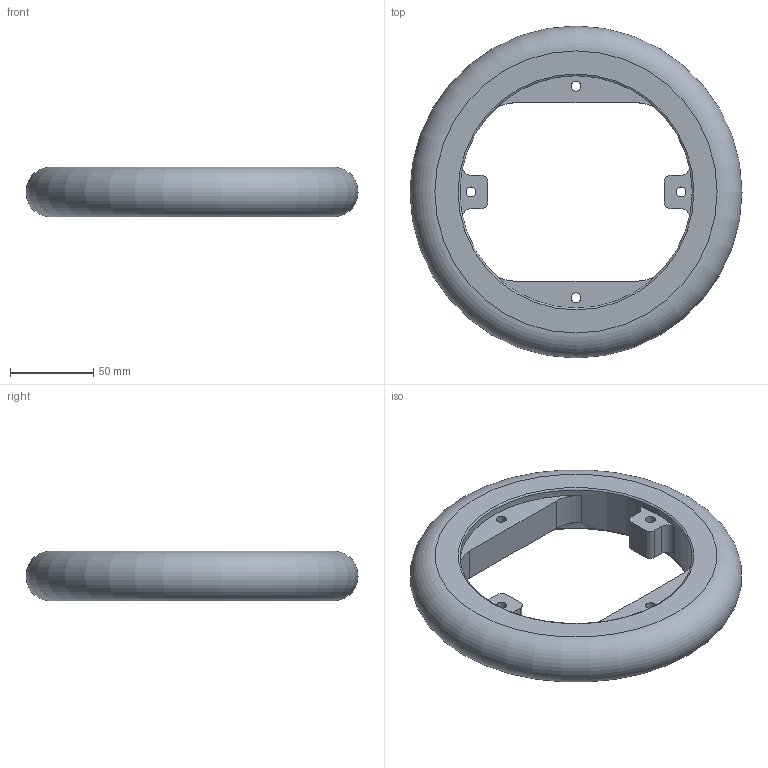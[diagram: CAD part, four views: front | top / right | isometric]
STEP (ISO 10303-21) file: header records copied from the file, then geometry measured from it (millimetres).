
FILE_DESCRIPTION(/* description */ (''),/* implementation_level */ '2;1');
FILE_NAME(/* name */ 'steering wheel.stp',/* time_stamp */ '2025-01-08T08:15:33-08:00',/* author */ ('5014070'),/* organization */ (''),/* preprocessor_version */ 'ST-DEVELOPER v20',/* originating_system */ 'Autodesk Inventor 2025',/* authorisation */ '');
FILE_SCHEMA (('AUTOMOTIVE_DESIGN { 1 0 10303 214 3 1 1 }'));
Length unit declared in the file: centimetre
Products named in the file (1): steering wheel
Bounding box: 200 x 200 x 30 mm (x, y, z)
Volume: 473825.6 mm3; surface area: 62639.9 mm2
Topology: 1 solids, 1 shells, 38 faces, 97 edges, 64 vertices
Faces by surface type: plane 18, cylinder 17, torus 3
Full cylindrical faces by diameter (mm): 6 x4, 140 x1
Entity records: 1239 total; most frequent: DIRECTION 226, CARTESIAN_POINT 200, ORIENTED_EDGE 194, EDGE_CURVE 97, AXIS2_PLACEMENT_3D 90, VERTEX_POINT 64, EDGE_LOOP 51, CIRCLE 51
